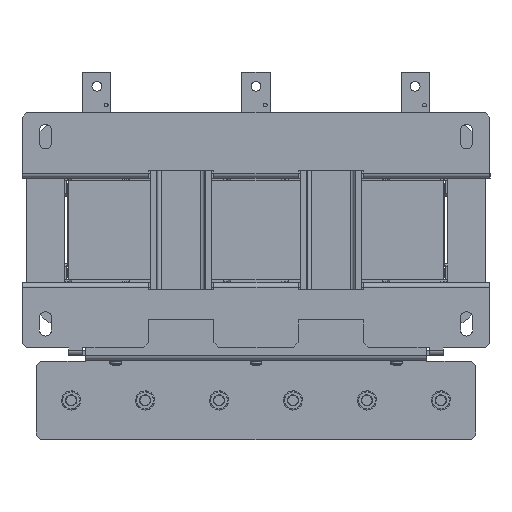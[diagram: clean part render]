
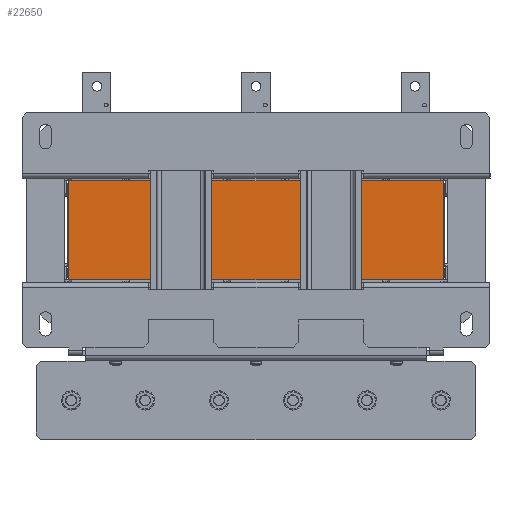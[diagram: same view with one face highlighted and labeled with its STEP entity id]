
A CAD part, front view. The second image highlights one B-rep face of the part: STEP entity #22650.
In plain terms, the highlighted planar face has unit normal (0, -1, 0).
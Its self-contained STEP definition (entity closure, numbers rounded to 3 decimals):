
#120 = EDGE_CURVE ( 'NONE', #10202, #10000, #20908, .T. ) ;
#146 = EDGE_CURVE ( 'NONE', #10000, #10270, #20939, .T. ) ;
#149 = EDGE_CURVE ( 'NONE', #10203, #10270, #21566, .T. ) ;
#157 = EDGE_CURVE ( 'NONE', #10202, #10203, #21409, .T. ) ;
#3979 = AXIS2_PLACEMENT_3D ( 'NONE', #22848, #22844, #22842 ) ;
#4158 = DIRECTION ( 'NONE',  ( 1., 0., 0. ) ) ;
#4176 = CARTESIAN_POINT ( 'NONE',  ( -200., -182., 52.75 ) ) ;
#4177 = DIRECTION ( 'NONE',  ( 0., 0., -1. ) ) ;
#4178 = CARTESIAN_POINT ( 'NONE',  ( 200., -182., 52.75 ) ) ;
#4183 = DIRECTION ( 'NONE',  ( 1., 0., 0. ) ) ;
#4217 = CARTESIAN_POINT ( 'NONE',  ( -200., -182., -52.75 ) ) ;
#4238 = DIRECTION ( 'NONE',  ( 0., 0., -1. ) ) ;
#4243 = CARTESIAN_POINT ( 'NONE',  ( -200., -182., 52.75 ) ) ;
#5235 = ORIENTED_EDGE ( 'NONE', *, *, #146, .T. ) ;
#5247 = ORIENTED_EDGE ( 'NONE', *, *, #120, .T. ) ;
#5560 = ORIENTED_EDGE ( 'NONE', *, *, #157, .F. ) ;
#5634 = ORIENTED_EDGE ( 'NONE', *, *, #149, .F. ) ;
#9560 = EDGE_LOOP ( 'NONE', ( #5235, #5634, #5560, #5247 ) ) ;
#10000 = VERTEX_POINT ( 'NONE', #14973 ) ;
#10202 = VERTEX_POINT ( 'NONE', #14895 ) ;
#10203 = VERTEX_POINT ( 'NONE', #14894 ) ;
#10270 = VERTEX_POINT ( 'NONE', #14824 ) ;
#11609 = FACE_OUTER_BOUND ( 'NONE', #9560, .T. ) ;
#14824 = CARTESIAN_POINT ( 'NONE',  ( 200., -182., -52.75 ) ) ;
#14894 = CARTESIAN_POINT ( 'NONE',  ( 200., -182., 52.75 ) ) ;
#14895 = CARTESIAN_POINT ( 'NONE',  ( -200., -182., 52.75 ) ) ;
#14973 = CARTESIAN_POINT ( 'NONE',  ( -200., -182., -52.75 ) ) ;
#20908 = LINE ( 'NONE', #4243, #21002 ) ;
#20939 = LINE ( 'NONE', #4217, #21494 ) ;
#21002 = VECTOR ( 'NONE', #4238, 1000. ) ;
#21318 = VECTOR ( 'NONE', #4158, 1000. ) ;
#21332 = VECTOR ( 'NONE', #4177, 1000. ) ;
#21409 = LINE ( 'NONE', #4176, #21318 ) ;
#21494 = VECTOR ( 'NONE', #4183, 1000. ) ;
#21566 = LINE ( 'NONE', #4178, #21332 ) ;
#22650 = ADVANCED_FACE ( 'NONE', ( #11609 ), #22846, .F. ) ;
#22842 = DIRECTION ( 'NONE',  ( 0., 0., 1. ) ) ;
#22844 = DIRECTION ( 'NONE',  ( 0., 1., 0. ) ) ;
#22846 = PLANE ( 'NONE',  #3979 ) ;
#22848 = CARTESIAN_POINT ( 'NONE',  ( -200., -182., 52.75 ) ) ;
